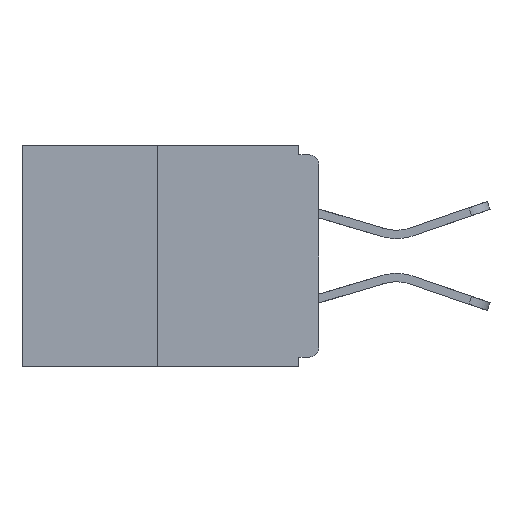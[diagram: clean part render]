
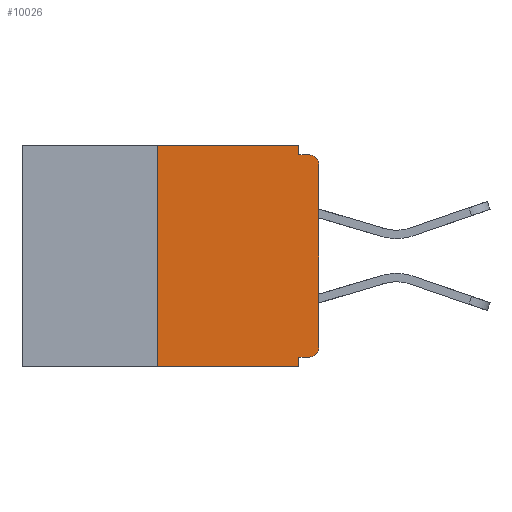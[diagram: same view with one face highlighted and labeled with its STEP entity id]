
A CAD part, left-side view. The second image highlights one B-rep face of the part: STEP entity #10026.
In plain terms, the highlighted planar face has unit normal (-1, 0, 0).
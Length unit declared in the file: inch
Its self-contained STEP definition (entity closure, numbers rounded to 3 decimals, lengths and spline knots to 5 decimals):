
#75 = VERTEX_POINT ( 'NONE', #8591 ) ;
#322 = LINE ( 'NONE', #9401, #5969 ) ;
#516 = VERTEX_POINT ( 'NONE', #10818 ) ;
#715 = CARTESIAN_POINT ( 'NONE',  ( 0., 0.46, -0.343 ) ) ;
#1009 = CARTESIAN_POINT ( 'NONE',  ( 0., 0.015, -0.03 ) ) ;
#1569 = DIRECTION ( 'NONE',  ( 0., 0., -1. ) ) ;
#1837 = CARTESIAN_POINT ( 'NONE',  ( 0., 0.031, -0.015 ) ) ;
#1980 = ORIENTED_EDGE ( 'NONE', *, *, #10122, .F. ) ;
#2109 = CARTESIAN_POINT ( 'NONE',  ( 0., 0., -0.313 ) ) ;
#2313 = EDGE_CURVE ( 'NONE', #6930, #5221, #3769, .T. ) ;
#2627 = VECTOR ( 'NONE', #18712, 39.37008 ) ;
#2634 = DIRECTION ( 'NONE',  ( -1., 0., 0. ) ) ;
#2756 = VECTOR ( 'NONE', #16278, 39.37008 ) ;
#2913 = DIRECTION ( 'NONE',  ( 0., -1., 0. ) ) ;
#2935 = DIRECTION ( 'NONE',  ( 0., 0., -1. ) ) ;
#2939 = DIRECTION ( 'NONE',  ( 0., -1., 0. ) ) ;
#3510 = EDGE_CURVE ( 'NONE', #19362, #6930, #10936, .T. ) ;
#3643 = ORIENTED_EDGE ( 'NONE', *, *, #2313, .F. ) ;
#3769 = LINE ( 'NONE', #7640, #16415 ) ;
#4021 = DIRECTION ( 'NONE',  ( 0., -1., 0. ) ) ;
#4119 = AXIS2_PLACEMENT_3D ( 'NONE', #15906, #7560, #6034 ) ;
#4575 = EDGE_CURVE ( 'NONE', #516, #20364, #9075, .T. ) ;
#4979 = EDGE_CURVE ( 'NONE', #8532, #19362, #11439, .T. ) ;
#5028 = EDGE_CURVE ( 'NONE', #5221, #12570, #322, .T. ) ;
#5198 = ORIENTED_EDGE ( 'NONE', *, *, #5028, .F. ) ;
#5221 = VERTEX_POINT ( 'NONE', #1837 ) ;
#5969 = VECTOR ( 'NONE', #2913, 39.37008 ) ;
#6034 = DIRECTION ( 'NONE',  ( 0., 0., -1. ) ) ;
#6104 = PLANE ( 'NONE',  #4119 ) ;
#6418 = DIRECTION ( 'NONE',  ( 0., 0., 1. ) ) ;
#6774 = ORIENTED_EDGE ( 'NONE', *, *, #4575, .F. ) ;
#6930 = VERTEX_POINT ( 'NONE', #13285 ) ;
#6946 = ORIENTED_EDGE ( 'NONE', *, *, #3510, .F. ) ;
#7157 = EDGE_CURVE ( 'NONE', #8532, #20364, #17779, .T. ) ;
#7560 = DIRECTION ( 'NONE',  ( 1., 0., 0. ) ) ;
#7640 = CARTESIAN_POINT ( 'NONE',  ( 0., 0.031, 0. ) ) ;
#7770 = AXIS2_PLACEMENT_3D ( 'NONE', #18012, #11440, #1569 ) ;
#8211 = LINE ( 'NONE', #14662, #2756 ) ;
#8213 = ORIENTED_EDGE ( 'NONE', *, *, #12662, .T. ) ;
#8258 = ORIENTED_EDGE ( 'NONE', *, *, #7157, .T. ) ;
#8532 = VERTEX_POINT ( 'NONE', #19000 ) ;
#8578 = ORIENTED_EDGE ( 'NONE', *, *, #4979, .F. ) ;
#8591 = CARTESIAN_POINT ( 'NONE',  ( 0., 0., -0.03 ) ) ;
#8859 = FACE_OUTER_BOUND ( 'NONE', #17465, .T. ) ;
#9075 = LINE ( 'NONE', #17564, #13269 ) ;
#9224 = VECTOR ( 'NONE', #4021, 39.37008 ) ;
#9401 = CARTESIAN_POINT ( 'NONE',  ( 0., 0., -0.015 ) ) ;
#9448 = AXIS2_PLACEMENT_3D ( 'NONE', #1009, #2634, #2935 ) ;
#9653 = CARTESIAN_POINT ( 'NONE',  ( 0., 0., 0. ) ) ;
#9706 = LINE ( 'NONE', #9653, #19495 ) ;
#9825 = ORIENTED_EDGE ( 'NONE', *, *, #17532, .T. ) ;
#9881 = VERTEX_POINT ( 'NONE', #20408 ) ;
#10026 = ADVANCED_FACE ( 'NONE', ( #8859 ), #6104, .F. ) ;
#10122 = EDGE_CURVE ( 'NONE', #9881, #516, #8211, .T. ) ;
#10818 = CARTESIAN_POINT ( 'NONE',  ( 0., 0.031, -0.328 ) ) ;
#10936 = LINE ( 'NONE', #15841, #19457 ) ;
#11439 = LINE ( 'NONE', #18580, #2627 ) ;
#11440 = DIRECTION ( 'NONE',  ( -1., 0., 0. ) ) ;
#12570 = VERTEX_POINT ( 'NONE', #17718 ) ;
#12662 = EDGE_CURVE ( 'NONE', #9881, #14314, #20827, .T. ) ;
#13269 = VECTOR ( 'NONE', #14497, 39.37008 ) ;
#13285 = CARTESIAN_POINT ( 'NONE',  ( 0., 0.031, 0. ) ) ;
#14314 = VERTEX_POINT ( 'NONE', #2109 ) ;
#14497 = DIRECTION ( 'NONE',  ( 0., 0., -1. ) ) ;
#14662 = CARTESIAN_POINT ( 'NONE',  ( 0., 0., -0.328 ) ) ;
#15633 = EDGE_CURVE ( 'NONE', #75, #12570, #18181, .T. ) ;
#15841 = CARTESIAN_POINT ( 'NONE',  ( 0., 0.46, 0. ) ) ;
#15906 = CARTESIAN_POINT ( 'NONE',  ( 0., 0.46, 0. ) ) ;
#16278 = DIRECTION ( 'NONE',  ( 0., 1., 0. ) ) ;
#16415 = VECTOR ( 'NONE', #19228, 39.37008 ) ;
#16725 = ORIENTED_EDGE ( 'NONE', *, *, #15633, .T. ) ;
#17465 = EDGE_LOOP ( 'NONE', ( #6946, #8578, #8258, #6774, #1980, #8213, #9825, #16725, #5198, #3643 ) ) ;
#17532 = EDGE_CURVE ( 'NONE', #14314, #75, #9706, .T. ) ;
#17564 = CARTESIAN_POINT ( 'NONE',  ( 0., 0.031, -0.343 ) ) ;
#17718 = CARTESIAN_POINT ( 'NONE',  ( 0., 0.015, -0.015 ) ) ;
#17779 = LINE ( 'NONE', #715, #9224 ) ;
#18012 = CARTESIAN_POINT ( 'NONE',  ( 0., 0.015, -0.313 ) ) ;
#18181 = CIRCLE ( 'NONE', #9448, 0.015 ) ;
#18580 = CARTESIAN_POINT ( 'NONE',  ( 0., 0.25, 0. ) ) ;
#18712 = DIRECTION ( 'NONE',  ( 0., 0., 1. ) ) ;
#19000 = CARTESIAN_POINT ( 'NONE',  ( 0., 0.25, -0.343 ) ) ;
#19228 = DIRECTION ( 'NONE',  ( 0., 0., -1. ) ) ;
#19362 = VERTEX_POINT ( 'NONE', #20443 ) ;
#19457 = VECTOR ( 'NONE', #2939, 39.37008 ) ;
#19495 = VECTOR ( 'NONE', #6418, 39.37008 ) ;
#20356 = CARTESIAN_POINT ( 'NONE',  ( 0., 0.031, -0.343 ) ) ;
#20364 = VERTEX_POINT ( 'NONE', #20356 ) ;
#20408 = CARTESIAN_POINT ( 'NONE',  ( 0., 0.015, -0.328 ) ) ;
#20443 = CARTESIAN_POINT ( 'NONE',  ( 0., 0.25, 0. ) ) ;
#20827 = CIRCLE ( 'NONE', #7770, 0.015 ) ;
